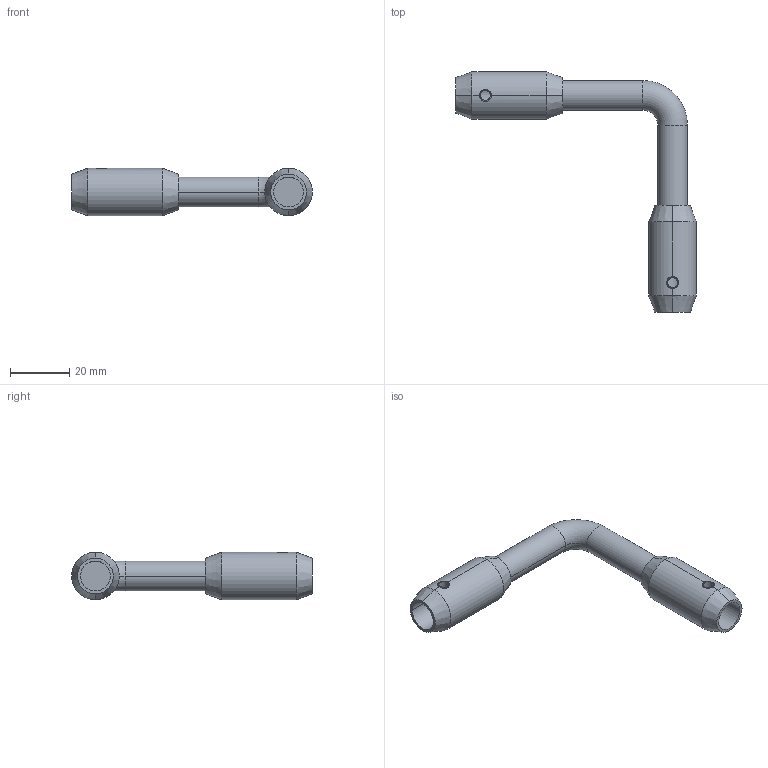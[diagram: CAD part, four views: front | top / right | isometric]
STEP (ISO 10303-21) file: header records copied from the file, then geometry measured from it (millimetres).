
FILE_DESCRIPTION((''),'2;1');
FILE_NAME('2830','2021-12-19T17:09:53',('Gogel'),('Gerresheimer Regensburg GmbH'),'CREO PARAMETRIC BY PTC INC, 2018420','CREO PARAMETRIC BY PTC INC, 2018420','');
FILE_SCHEMA(('AUTOMOTIVE_DESIGN { 1 0 10303 214 1 1 1 1 }'));
Length unit declared in the file: millimetre
Products named in the file (1): 2830
Bounding box: 81 x 81 x 16 mm (x, y, z)
Volume: 15713.1 mm3; surface area: 7396.2 mm2
Topology: 1 solids, 3 shells, 36 faces, 87 edges, 56 vertices
Faces by surface type: cylinder 20, cone 8, plane 6, torus 2
Entity records: 1974 total; most frequent: CARTESIAN_POINT 506, DIRECTION 210, ORIENTED_EDGE 158, AXIS2_PLACEMENT_3D 85, EDGE_CURVE 84, PROPERTY_DEFINITION 65, REPRESENTATION 63, PROPERTY_DEFINITION_REPRESENTATION 63
